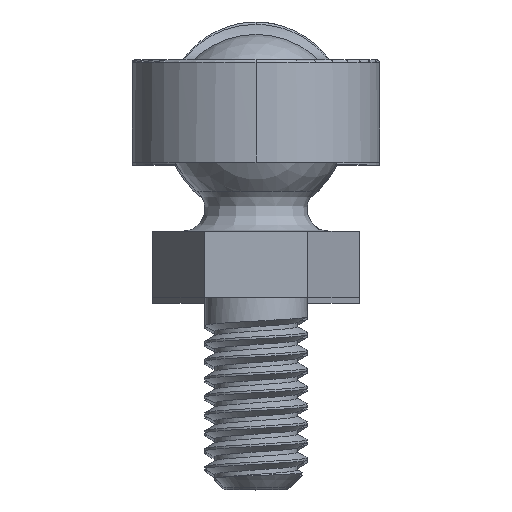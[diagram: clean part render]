
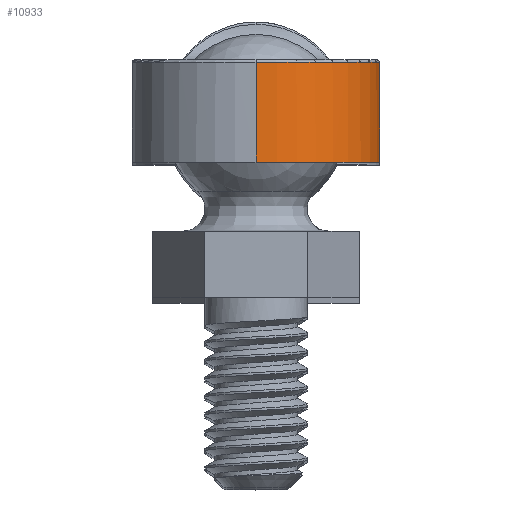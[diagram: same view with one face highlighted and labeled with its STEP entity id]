
A CAD part, top view. The second image highlights one B-rep face of the part: STEP entity #10933.
In plain terms, the highlighted cylindrical face has radius 4.85 mm (diameter 9.7 mm), a partial arc.
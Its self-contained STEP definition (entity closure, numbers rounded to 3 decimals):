
#119 = CARTESIAN_POINT ( 'NONE',  ( 3.379, -0.915, 31.17 ) ) ;
#170 = CARTESIAN_POINT ( 'NONE',  ( 3.091, 1.642, 30.912 ) ) ;
#905 = EDGE_CURVE ( 'NONE', #9480, #3843, #1920, .T. ) ;
#934 = CARTESIAN_POINT ( 'NONE',  ( 0., -2., 39.5 ) ) ;
#1117 = CARTESIAN_POINT ( 'NONE',  ( 3.151, -1.523, 30.964 ) ) ;
#1227 = CARTESIAN_POINT ( 'NONE',  ( 3.347, 1.024, 31.14 ) ) ;
#1615 = CARTESIAN_POINT ( 'NONE',  ( 0., 1.9, 34.65 ) ) ;
#1898 = AXIS2_PLACEMENT_3D ( 'NONE', #8916, #7874, #6760 ) ;
#1920 = LINE ( 'NONE', #934, #3705 ) ;
#2105 = CARTESIAN_POINT ( 'NONE',  ( 3.202, -1.414, 31.007 ) ) ;
#2170 = CARTESIAN_POINT ( 'NONE',  ( 2.988, -1.834, 30.827 ) ) ;
#2244 = EDGE_CURVE ( 'NONE', #9190, #10834, #12138, .T. ) ;
#2276 = CARTESIAN_POINT ( 'NONE',  ( 3.033, 1.749, 30.865 ) ) ;
#2593 = DIRECTION ( 'NONE',  ( 0., 0., 1. ) ) ;
#2795 = CARTESIAN_POINT ( 'NONE',  ( 3.5, 0., 31.293 ) ) ;
#3001 = VERTEX_POINT ( 'NONE', #8474 ) ;
#3088 = CARTESIAN_POINT ( 'NONE',  ( 3.306, -1.153, 31.101 ) ) ;
#3147 = CARTESIAN_POINT ( 'NONE',  ( 3.135, -1.556, 30.95 ) ) ;
#3196 = CARTESIAN_POINT ( 'NONE',  ( 3.33, 1.078, 31.124 ) ) ;
#3516 = DIRECTION ( 'NONE',  ( 0., -1., 0. ) ) ;
#3592 = CARTESIAN_POINT ( 'NONE',  ( 3.488, 0.343, 31.279 ) ) ;
#3705 = VECTOR ( 'NONE', #4937, 1000. ) ;
#3843 = VERTEX_POINT ( 'NONE', #7038 ) ;
#3849 = EDGE_CURVE ( 'NONE', #10834, #3001, #11602, .T. ) ;
#4134 = CARTESIAN_POINT ( 'NONE',  ( 3.334, -1.066, 31.127 ) ) ;
#4181 = CARTESIAN_POINT ( 'NONE',  ( 3.171, 1.481, 30.98 ) ) ;
#4250 = CARTESIAN_POINT ( 'NONE',  ( 3.425, 0.72, 31.216 ) ) ;
#4404 = ORIENTED_EDGE ( 'NONE', *, *, #905, .F. ) ;
#4415 = CYLINDRICAL_SURFACE ( 'NONE', #10534, 4.85 ) ;
#4440 = CARTESIAN_POINT ( 'NONE',  ( 3.308, 1.144, 31.103 ) ) ;
#4937 = DIRECTION ( 'NONE',  ( 0., 1., 0. ) ) ;
#4992 = CARTESIAN_POINT ( 'NONE',  ( 3.5, -0.171, 31.293 ) ) ;
#5059 = CIRCLE ( 'NONE', #8629, 4.85 ) ;
#5129 = CARTESIAN_POINT ( 'NONE',  ( 3.144, -1.539, 30.957 ) ) ;
#5178 = CARTESIAN_POINT ( 'NONE',  ( 2.939, 1.9, 30.792 ) ) ;
#5241 = CARTESIAN_POINT ( 'NONE',  ( 3.376, 0.929, 31.167 ) ) ;
#5257 = CARTESIAN_POINT ( 'NONE',  ( 3.446, -0.618, 31.237 ) ) ;
#5368 = CARTESIAN_POINT ( 'NONE',  ( 3.166, 1.492, 30.976 ) ) ;
#5432 = CARTESIAN_POINT ( 'NONE',  ( 3.211, 1.396, 31.015 ) ) ;
#5504 = CARTESIAN_POINT ( 'NONE',  ( 3.449, 0.597, 31.24 ) ) ;
#6179 = CARTESIAN_POINT ( 'NONE',  ( 3.071, -1.684, 30.896 ) ) ;
#6229 = CARTESIAN_POINT ( 'NONE',  ( 3.17, 1.484, 30.979 ) ) ;
#6423 = CARTESIAN_POINT ( 'NONE',  ( 2.989, 1.823, 30.83 ) ) ;
#6465 = FACE_OUTER_BOUND ( 'NONE', #8078, .T. ) ;
#6623 = CARTESIAN_POINT ( 'NONE',  ( 3.5, 0.17, 31.293 ) ) ;
#6760 = DIRECTION ( 'NONE',  ( 0., 0., 1. ) ) ;
#7038 = CARTESIAN_POINT ( 'NONE',  ( 0., 1.9, 39.5 ) ) ;
#7102 = CARTESIAN_POINT ( 'NONE',  ( 3.228, -1.353, 31.03 ) ) ;
#7165 = CARTESIAN_POINT ( 'NONE',  ( 3.429, -0.709, 31.219 ) ) ;
#7219 = CARTESIAN_POINT ( 'NONE',  ( 3.339, 1.05, 31.132 ) ) ;
#7874 = DIRECTION ( 'NONE',  ( 0., 1., 0. ) ) ;
#7987 = CIRCLE ( 'NONE', #1898, 4.85 ) ;
#8022 = ORIENTED_EDGE ( 'NONE', *, *, #11235, .T. ) ;
#8078 = EDGE_LOOP ( 'NONE', ( #4404, #8022, #8245, #11007, #8715 ) ) ;
#8144 = CARTESIAN_POINT ( 'NONE',  ( 3.356, -0.995, 31.148 ) ) ;
#8170 = DIRECTION ( 'NONE',  ( 0., 0., 1. ) ) ;
#8245 = ORIENTED_EDGE ( 'NONE', *, *, #3849, .F. ) ;
#8474 = CARTESIAN_POINT ( 'NONE',  ( 2.872, -2., 30.742 ) ) ;
#8629 = AXIS2_PLACEMENT_3D ( 'NONE', #1615, #3516, #2593 ) ;
#8715 = ORIENTED_EDGE ( 'NONE', *, *, #10033, .T. ) ;
#8916 = CARTESIAN_POINT ( 'NONE',  ( 0., -2., 34.65 ) ) ;
#9130 = CARTESIAN_POINT ( 'NONE',  ( 3.396, -0.846, 31.188 ) ) ;
#9190 = VERTEX_POINT ( 'NONE', #9859 ) ;
#9249 = CARTESIAN_POINT ( 'NONE',  ( 3.398, 0.845, 31.189 ) ) ;
#9317 = CARTESIAN_POINT ( 'NONE',  ( 3.147, 1.532, 30.959 ) ) ;
#9445 = CARTESIAN_POINT ( 'NONE',  ( 3.288, 1.201, 31.084 ) ) ;
#9480 = VERTEX_POINT ( 'NONE', #10984 ) ;
#9493 = CARTESIAN_POINT ( 'NONE',  ( 0., -2., 34.65 ) ) ;
#9645 = CARTESIAN_POINT ( 'NONE',  ( 3.438, 0.659, 31.229 ) ) ;
#9859 = CARTESIAN_POINT ( 'NONE',  ( 2.939, 1.9, 30.792 ) ) ;
#9963 = CARTESIAN_POINT ( 'NONE',  ( 3.5, 0., 31.293 ) ) ;
#9999 = CARTESIAN_POINT ( 'NONE',  ( 3.487, -0.348, 31.279 ) ) ;
#10033 = EDGE_CURVE ( 'NONE', #9190, #3843, #5059, .T. ) ;
#10134 = CARTESIAN_POINT ( 'NONE',  ( 3.169, -1.487, 30.978 ) ) ;
#10198 = CARTESIAN_POINT ( 'NONE',  ( 2.872, -2., 30.742 ) ) ;
#10249 = CARTESIAN_POINT ( 'NONE',  ( 3.344, 1.032, 31.138 ) ) ;
#10377 = CARTESIAN_POINT ( 'NONE',  ( 3.16, 1.504, 30.971 ) ) ;
#10438 = CARTESIAN_POINT ( 'NONE',  ( 3.244, 1.317, 31.044 ) ) ;
#10479 = DIRECTION ( 'NONE',  ( 0., 1., 0. ) ) ;
#10534 = AXIS2_PLACEMENT_3D ( 'NONE', #9493, #10479, #8170 ) ;
#10565 = CARTESIAN_POINT ( 'NONE',  ( 3.456, 0.557, 31.247 ) ) ;
#10834 = VERTEX_POINT ( 'NONE', #9963 ) ;
#10933 = ADVANCED_FACE ( 'NONE', ( #6465 ), #4415, .T. ) ;
#10984 = CARTESIAN_POINT ( 'NONE',  ( 0., -2., 39.5 ) ) ;
#11007 = ORIENTED_EDGE ( 'NONE', *, *, #2244, .F. ) ;
#11040 = CARTESIAN_POINT ( 'NONE',  ( 3.338, -1.053, 31.131 ) ) ;
#11172 = CARTESIAN_POINT ( 'NONE',  ( 3.277, -1.232, 31.074 ) ) ;
#11235 = EDGE_CURVE ( 'NONE', #9480, #3001, #7987, .T. ) ;
#11602 = B_SPLINE_CURVE_WITH_KNOTS ( 'NONE', 3,
 ( #12086, #4992, #9999, #5257, #7165, #9130, #119, #8144, #12218, #11040, #4134, #3088, #11172, #7102, #2105, #10134, #1117, #5129, #12149, #3147, #6179, #2170, #10198 ),
 .UNSPECIFIED., .F., .F.,
 ( 4, 2, 2, 1, 1, 2, 2, 2, 1, 1, 1, 2, 2, 4 ),
 ( 0., 0.25, 0.375, 0.438, 0.469, 0.484, 0.5, 0.625, 0.688, 0.719, 0.734, 0.742, 0.75, 1. ),
 .UNSPECIFIED. ) ;
#11801 = CARTESIAN_POINT ( 'NONE',  ( 3.458, 0.538, 31.25 ) ) ;
#12086 = CARTESIAN_POINT ( 'NONE',  ( 3.5, 0., 31.293 ) ) ;
#12138 = B_SPLINE_CURVE_WITH_KNOTS ( 'NONE', 3,
 ( #5178, #6423, #2276, #170, #12327, #9317, #10377, #5368, #6229, #4181, #5432, #10438, #9445, #4440, #3196, #7219, #10249, #1227, #5241, #9249, #4250, #9645, #5504, #10565, #11801, #3592, #6623, #2795 ),
 .UNSPECIFIED., .F., .F.,
 ( 4, 2, 1, 1, 1, 2, 2, 2, 1, 1, 2, 2, 2, 1, 2, 2, 4 ),
 ( 0., 0.125, 0.187, 0.219, 0.234, 0.242, 0.25, 0.375, 0.437, 0.469, 0.484, 0.5, 0.625, 0.688, 0.719, 0.75, 1. ),
 .UNSPECIFIED. ) ;
#12149 = CARTESIAN_POINT ( 'NONE',  ( 3.139, -1.549, 30.953 ) ) ;
#12218 = CARTESIAN_POINT ( 'NONE',  ( 3.345, -1.03, 31.138 ) ) ;
#12327 = CARTESIAN_POINT ( 'NONE',  ( 3.118, 1.591, 30.935 ) ) ;
